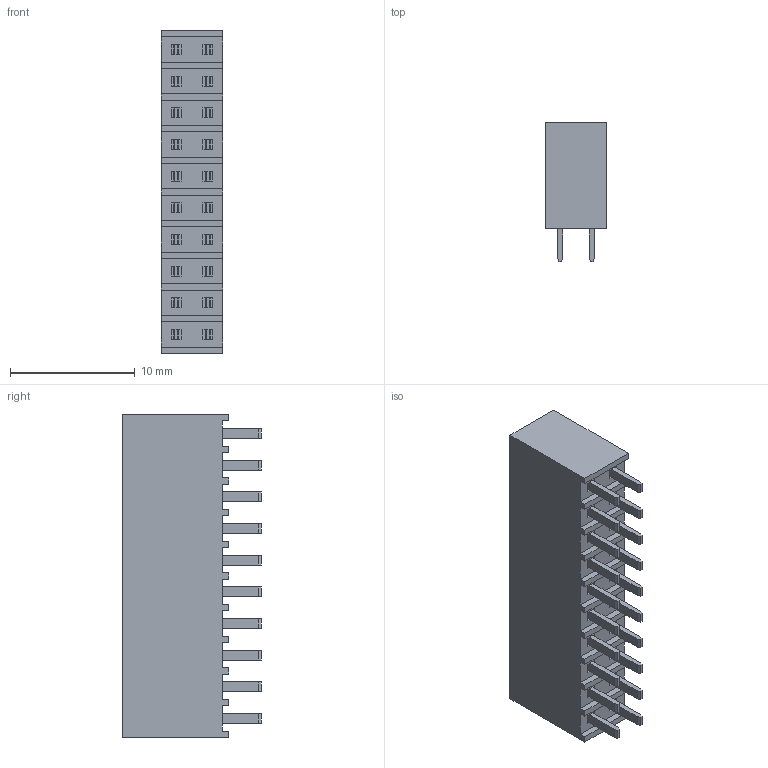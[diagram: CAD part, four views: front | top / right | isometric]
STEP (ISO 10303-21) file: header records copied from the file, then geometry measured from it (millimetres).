
FILE_DESCRIPTION (( 'STEP AP214' ), '1' );
FILE_NAME ('Samtec-SSW-110-01-T-D.step', '2014-05-09T12:55:54', ( 'Windows User' ), ( '' ), 'SwSTEP 2.0', 'SolidWorks 2014', '' );
FILE_SCHEMA (( 'AUTOMOTIVE_DESIGN' ));
Length unit declared in the file: inch
Products named in the file (1): Samtec-SSW-110-01-T-D
Bounding box: 4.95 x 11.15 x 25.91 mm (x, y, z)
Volume: 960.7 mm3; surface area: 1450.9 mm2
Topology: 1 solids, 1 shells, 526 faces, 1292 edges, 808 vertices
Faces by surface type: plane 526
Entity records: 19234 total; most frequent: CARTESIAN_POINT 2627, ORIENTED_EDGE 2584, DIRECTION 2346, LINE 1292, VECTOR 1292, EDGE_CURVE 1292, VERTEX_POINT 808, EDGE_LOOP 566
